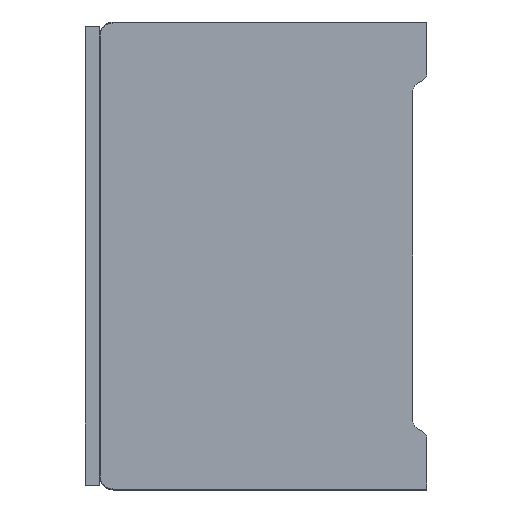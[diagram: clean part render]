
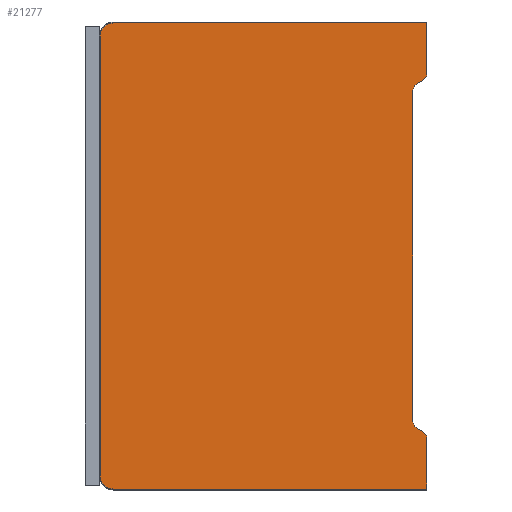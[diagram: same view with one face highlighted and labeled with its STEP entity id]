
A CAD part, left-side view. The second image highlights one B-rep face of the part: STEP entity #21277.
In plain terms, the highlighted planar face has unit normal (-1, 0, 0).
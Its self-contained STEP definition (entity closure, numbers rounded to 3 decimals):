
#2680=DIRECTION('',(0.,0.,1.));
#2681=VECTOR('',#2680,10.8);
#2682=CARTESIAN_POINT('',(0.,0.,-99.8));
#2683=LINE('',#2682,#2681);
#2720=DIRECTION('',(0.,0.,1.));
#2721=VECTOR('',#2720,70.226);
#2722=CARTESIAN_POINT('',(0.,3.,-85.113));
#2723=LINE('',#2722,#2721);
#2799=DIRECTION('',(0.,0.,1.));
#2800=VECTOR('',#2799,10.8);
#2801=CARTESIAN_POINT('',(0.,0.,-11.));
#2802=LINE('',#2801,#2800);
#3072=CARTESIAN_POINT('',(0.,67.,-97.));
#3073=DIRECTION('',(1.,0.,0.));
#3074=DIRECTION('',(0.,0.,-1.));
#3075=AXIS2_PLACEMENT_3D('',#3072,#3073,#3074);
#3077=CARTESIAN_POINT('',(0.,67.,-3.));
#3078=DIRECTION('',(1.,0.,0.));
#3079=DIRECTION('',(0.,1.,0.));
#3080=AXIS2_PLACEMENT_3D('',#3077,#3078,#3079);
#3082=CARTESIAN_POINT('',(0.,1.732,-11.));
#3083=DIRECTION('',(1.,0.,0.));
#3084=DIRECTION('',(0.,-1.,0.));
#3085=AXIS2_PLACEMENT_3D('',#3082,#3083,#3084);
#3087=DIRECTION('',(0.,0.866,-0.5));
#3088=VECTOR('',#3087,1.309);
#3089=CARTESIAN_POINT('',(0.,0.866,-12.5));
#3090=LINE('',#3089,#3088);
#3091=CARTESIAN_POINT('',(0.,1.,-14.887));
#3092=DIRECTION('',(-1.,0.,0.));
#3093=DIRECTION('',(0.,0.5,0.866));
#3094=AXIS2_PLACEMENT_3D('',#3091,#3092,#3093);
#3096=CARTESIAN_POINT('',(0.,1.,-85.113));
#3097=DIRECTION('',(-1.,0.,0.));
#3098=DIRECTION('',(0.,1.,0.));
#3099=AXIS2_PLACEMENT_3D('',#3096,#3097,#3098);
#3101=DIRECTION('',(0.,-0.866,-0.5));
#3102=VECTOR('',#3101,1.309);
#3103=CARTESIAN_POINT('',(0.,2.,-86.845));
#3104=LINE('',#3103,#3102);
#3105=CARTESIAN_POINT('',(0.,1.732,-89.));
#3106=DIRECTION('',(1.,0.,0.));
#3107=DIRECTION('',(0.,-0.5,0.866));
#3108=AXIS2_PLACEMENT_3D('',#3105,#3106,#3107);
#3114=DIRECTION('',(0.,-1.,0.));
#3115=VECTOR('',#3114,67.);
#3116=CARTESIAN_POINT('',(0.,67.,
-99.8));
#3117=LINE('',#3116,#3115);
#3118=DIRECTION('',(0.,0.,-1.));
#3119=VECTOR('',#3118,94.);
#3120=CARTESIAN_POINT('',(0.,69.8,
-3.));
#3121=LINE('',#3120,#3119);
#3141=DIRECTION('',(0.,1.,0.));
#3142=VECTOR('',#3141,67.);
#3143=CARTESIAN_POINT('',(0.,0.,-0.2));
#3144=LINE('',#3143,#3142);
#15520=CARTESIAN_POINT('',(0.,67.,
-99.8));
#15521=CARTESIAN_POINT('',(0.,69.8,
-97.));
#15522=VERTEX_POINT('',#15520);
#15523=VERTEX_POINT('',#15521);
#15524=CARTESIAN_POINT('',(0.,0.,-99.8));
#15525=VERTEX_POINT('',#15524);
#15526=CARTESIAN_POINT('',(0.,69.8,
-3.));
#15527=VERTEX_POINT('',#15526);
#15528=CARTESIAN_POINT('',(0.,67.,
-0.2));
#15529=VERTEX_POINT('',#15528);
#15530=CARTESIAN_POINT('',(0.,0.,-0.2));
#15531=VERTEX_POINT('',#15530);
#15532=CARTESIAN_POINT('',(0.,0.,-11.));
#15533=VERTEX_POINT('',#15532);
#15534=CARTESIAN_POINT('',(0.,0.866,-12.5));
#15535=VERTEX_POINT('',#15534);
#15536=CARTESIAN_POINT('',(0.,2.,-13.155));
#15537=VERTEX_POINT('',#15536);
#15538=CARTESIAN_POINT('',(0.,3.,-14.887));
#15539=VERTEX_POINT('',#15538);
#15540=CARTESIAN_POINT('',(0.,3.,-85.113));
#15541=VERTEX_POINT('',#15540);
#15542=CARTESIAN_POINT('',(0.,2.,-86.845));
#15543=VERTEX_POINT('',#15542);
#15544=CARTESIAN_POINT('',(0.,0.866,-87.5));
#15545=VERTEX_POINT('',#15544);
#15546=CARTESIAN_POINT('',(0.,0.,-89.));
#15547=VERTEX_POINT('',#15546);
#21252=CARTESIAN_POINT('',(0.,34.9,-50.));
#21253=DIRECTION('',(1.,0.,0.));
#21254=DIRECTION('',(0.,0.,1.));
#21255=AXIS2_PLACEMENT_3D('',#21252,#21253,#21254);
#21256=PLANE('',#21255);
#21258=ORIENTED_EDGE('',*,*,#21257,.F.);
#21259=ORIENTED_EDGE('',*,*,#21242,.T.);
#21261=ORIENTED_EDGE('',*,*,#21260,.F.);
#21263=ORIENTED_EDGE('',*,*,#21262,.T.);
#21265=ORIENTED_EDGE('',*,*,#21264,.F.);
#21266=ORIENTED_EDGE('',*,*,#20929,.F.);
#21267=ORIENTED_EDGE('',*,*,#20912,.T.);
#21268=ORIENTED_EDGE('',*,*,#20894,.T.);
#21269=ORIENTED_EDGE('',*,*,#20876,.T.);
#21270=ORIENTED_EDGE('',*,*,#20840,.F.);
#21271=ORIENTED_EDGE('',*,*,#20822,.T.);
#21272=ORIENTED_EDGE('',*,*,#20804,.T.);
#21273=ORIENTED_EDGE('',*,*,#20786,.T.);
#21274=ORIENTED_EDGE('',*,*,#20768,.F.);
#21275=EDGE_LOOP('',(#21258,#21259,#21261,#21263,#21265,#21266,#21267,#21268,
#21269,#21270,#21271,#21272,#21273,#21274));
#21276=FACE_OUTER_BOUND('',#21275,.F.);
#3076=CIRCLE('',#3075,2.8);
#3081=CIRCLE('',#3080,2.8);
#3086=CIRCLE('',#3085,1.732);
#3095=CIRCLE('',#3094,2.);
#3100=CIRCLE('',#3099,2.);
#3109=CIRCLE('',#3108,1.732);
#20768=EDGE_CURVE('',#15525,#15547,#2683,.T.);
#20786=EDGE_CURVE('',#15545,#15547,#3109,.T.);
#20804=EDGE_CURVE('',#15543,#15545,#3104,.T.);
#20822=EDGE_CURVE('',#15541,#15543,#3100,.T.);
#20840=EDGE_CURVE('',#15541,#15539,#2723,.T.);
#20876=EDGE_CURVE('',#15537,#15539,#3095,.T.);
#20894=EDGE_CURVE('',#15535,#15537,#3090,.T.);
#20912=EDGE_CURVE('',#15533,#15535,#3086,.T.);
#20929=EDGE_CURVE('',#15533,#15531,#2802,.T.);
#21242=EDGE_CURVE('',#15522,#15523,#3076,.T.);
#21257=EDGE_CURVE('',#15522,#15525,#3117,.T.);
#21260=EDGE_CURVE('',#15527,#15523,#3121,.T.);
#21262=EDGE_CURVE('',#15527,#15529,#3081,.T.);
#21264=EDGE_CURVE('',#15531,#15529,#3144,.T.);
#21277=ADVANCED_FACE('',(#21276),#21256,.F.);
